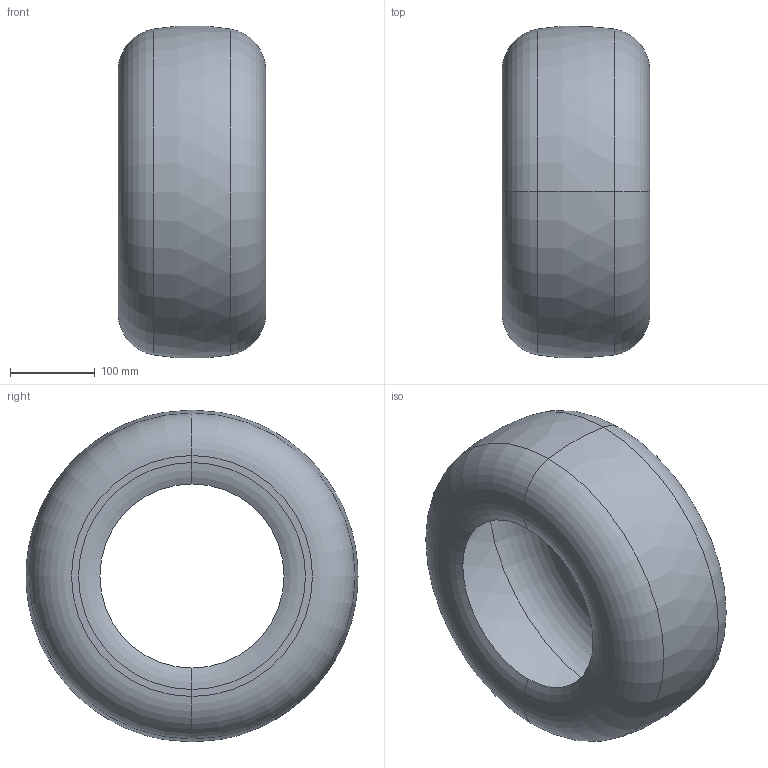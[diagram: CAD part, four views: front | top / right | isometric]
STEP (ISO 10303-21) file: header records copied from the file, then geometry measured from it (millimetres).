
FILE_DESCRIPTION(('FreeCAD Model'),'2;1');
FILE_NAME('seekurjr_wheel_full.step','2014-01-19T12:49:23',('FreeCAD'),('FreeCAD'), 'Open CASCADE STEP processor 6.5','FreeCAD','Unknown');
FILE_SCHEMA(('AUTOMOTIVE_DESIGN_CC2 { 1 2 10303 214 -1 1 5 4 }'));
Length unit declared in the file: millimetre
Products named in the file (1): SKR0100
Bounding box: 174.87 x 392.8 x 392.8 mm (x, y, z)
Surface area: 321769 mm2 (no closed solid volume)
Topology: 0 solids, 1 shells, 14 faces, 30 edges, 16 vertices
Faces by surface type: torus 8, cone 4, revolution 2
Entity records: 1258 total; most frequent: CARTESIAN_POINT 716, DIRECTION 84, B_SPLINE_CURVE_WITH_KNOTS 58, ORIENTED_EDGE 56, PCURVE 56, DEFINITIONAL_REPRESENTATION 56, AXIS2_PLACEMENT_3D 39, EDGE_CURVE 30
